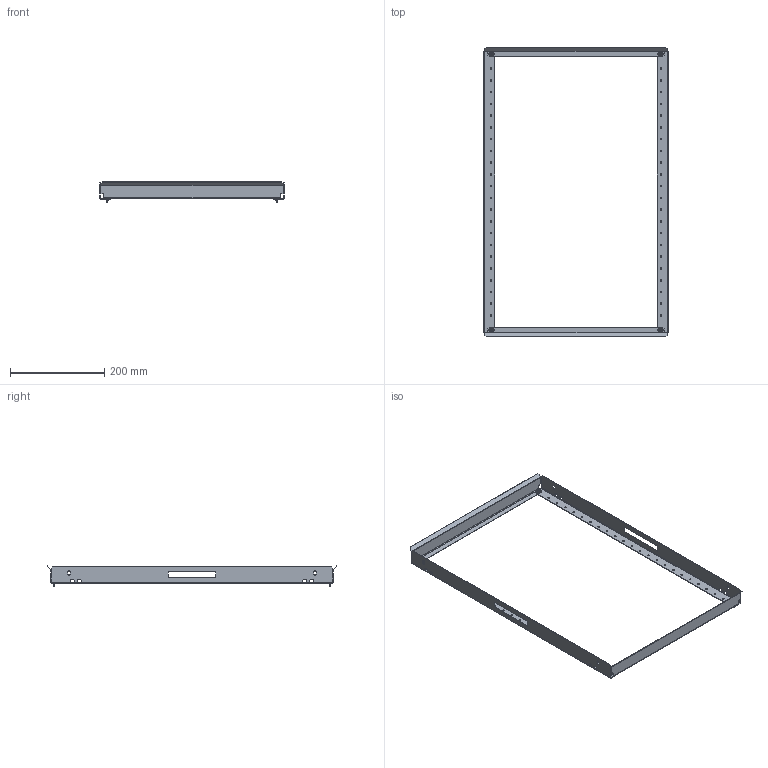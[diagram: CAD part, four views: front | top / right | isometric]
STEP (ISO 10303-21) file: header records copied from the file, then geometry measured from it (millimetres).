
FILE_DESCRIPTION (( 'STEP AP214' ), '1' );
FILE_NAME ('YKV-RAMA2-600-450 Ðàìà ïîä ïàíåëè ËÃ.ËÌÀ äëÿ ÂÐÓ ÕÕÕÕõ450õÕÕÕ (Í=600) SMART.STEP', '2020-02-20T07:40:14', ( '' ), ( '' ), 'SwSTEP 2.0', 'SolidWorks 2017', '' );
FILE_SCHEMA (( 'AUTOMOTIVE_DESIGN' ));
Length unit declared in the file: millimetre
Products named in the file (4): ÀÃÈÅ 252.05.002 Çàãëóøêà_€ƒˆ… 252.05.002; Âèíò ðåçüáîâûäàâëèâàþùèé Ì4x8_-00; 烂扰 252.05.001 鱼铍铌 忮痱桕嚯_-02; YKV-RAMA2-600-450 Ðàìà ïîä ïàíåëè ËÃ.ËÌÀ äëÿ ÂÐÓ ÕÕÕÕõ450õÕÕÕ (Í=600) SMART
Assembly tree (8 placements, depth 2):
  YKV-RAMA2-600-450 Ðàìà ïîä ïàíåëè ËÃ.ËÌÀ äëÿ ÂÐÓ ÕÕÕÕõ450õÕÕÕ (Í=600) SMART
    烂扰 252.05.001 鱼铍铌 忮痱桕嚯_-02  x2
    ÀÃÈÅ 252.05.002 Çàãëóøêà_€ƒˆ… 252.05.002  x2
    Âèíò ðåçüáîâûäàâëèâàþùèé Ì4x8_-00  x4
Bounding box: 392.4 x 615.14 x 42.77 mm (x, y, z)
Volume: 119611.1 mm3; surface area: 210378.3 mm2
Topology: 8 solids, 8 shells, 404 faces, 1132 edges, 736 vertices
Faces by surface type: cylinder 184, plane 180, bspline 24, torus 8, sphere 8
Entity records: 6752 total; most frequent: CARTESIAN_POINT 1961, DIRECTION 968, ORIENTED_EDGE 964, EDGE_CURVE 482, AXIS2_PLACEMENT_3D 353, VERTEX_POINT 310, LINE 262, VECTOR 262
